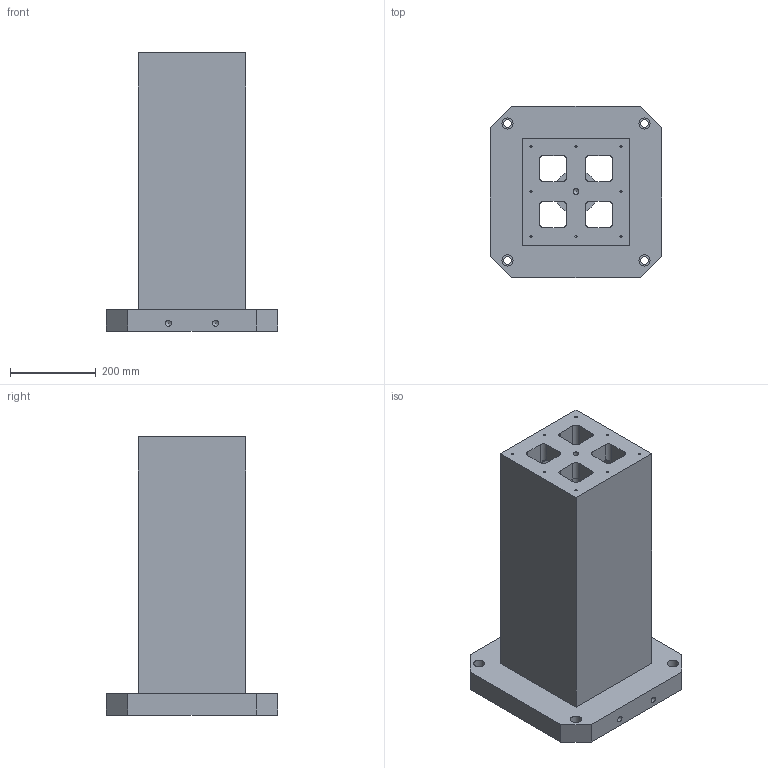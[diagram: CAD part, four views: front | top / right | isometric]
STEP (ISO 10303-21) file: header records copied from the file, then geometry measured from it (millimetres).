
FILE_DESCRIPTION( ( 'Unknown' ), '1' );
FILE_NAME( 'BP07-400400-0650.stp', 'Unknown', ( 'S.C.H' ), ( 'Unknown' ), 'XStep 1.0', 'Unknown', ' ' );
FILE_SCHEMA( ( 'CONFIG_CONTROL_DESIGN' ) );
Length unit declared in the file: millimetre
Products named in the file (1): 1
Bounding box: 400 x 400 x 650 mm (x, y, z)
Volume: 27702484.3 mm3; surface area: 1454106.8 mm2
Topology: 1 solids, 1 shells, 117 faces, 332 edges, 216 vertices
Faces by surface type: cylinder 64, plane 41, cone 12
Full cylindrical faces by diameter (mm): 5 x8, 14 x4, 18 x4, 26 x4
Entity records: 3570 total; most frequent: DIRECTION 624, CARTESIAN_POINT 598, ORIENTED_EDGE 552, EDGE_CURVE 276, AXIS2_PLACEMENT_3D 230, VERTEX_POINT 204, EDGE_LOOP 170, LINE 164
